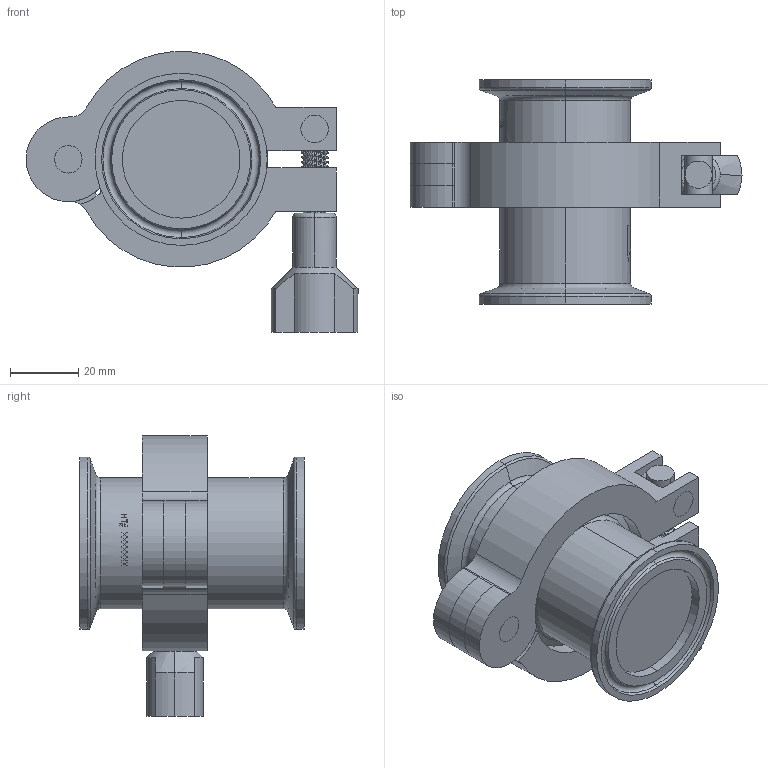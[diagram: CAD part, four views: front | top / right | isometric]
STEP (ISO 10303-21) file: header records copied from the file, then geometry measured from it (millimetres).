
FILE_DESCRIPTION (( 'STEP AP203' ), '1' );
FILE_NAME ('93C-150-C.STEP', '2017-10-02T13:52:34', ( '' ), ( '' ), 'SwSTEP 2.0', 'SolidWorks 2014', '' );
FILE_SCHEMA (( 'CONFIG_CONTROL_DESIGN' ));
Length unit declared in the file: inch
Products named in the file (2): 93C-150-C
Bounding box: 97.16 x 65.65 x 82.15 mm (x, y, z)
Volume: 113689.8 mm3; surface area: 33737.8 mm2
Topology: 1 solids, 1 shells, 692 faces, 1849 edges, 1198 vertices
Faces by surface type: bspline 258, plane 186, cylinder 142, cone 82, torus 24
Entity records: 25441 total; most frequent: CARTESIAN_POINT 9772, ORIENTED_EDGE 3698, DIRECTION 2460, EDGE_CURVE 1849, VERTEX_POINT 1198, AXIS2_PLACEMENT_3D 845, VECTOR 770, LINE 770
